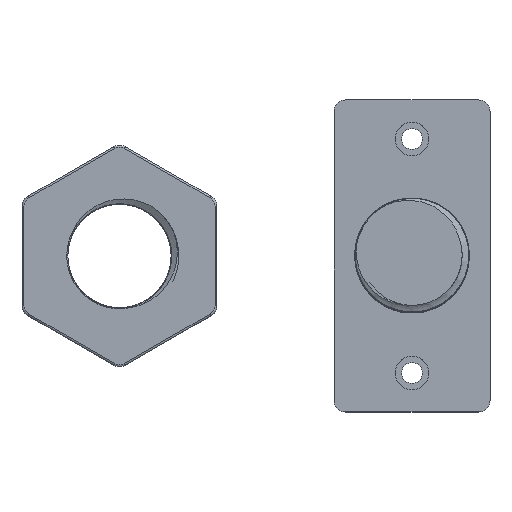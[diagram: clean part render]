
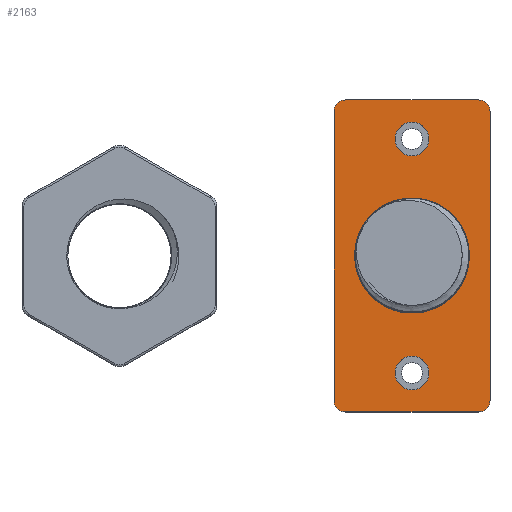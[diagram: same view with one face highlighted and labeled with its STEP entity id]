
A CAD part, top view. The second image highlights one B-rep face of the part: STEP entity #2163.
In plain terms, the highlighted planar face has unit normal (0, 0, 1).
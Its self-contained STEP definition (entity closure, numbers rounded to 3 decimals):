
#201=LINE('',#3058,#315);
#205=LINE('',#3070,#319);
#209=LINE('',#3082,#323);
#213=LINE('',#3094,#327);
#315=VECTOR('',#2538,10.);
#319=VECTOR('',#2550,10.);
#323=VECTOR('',#2562,10.);
#327=VECTOR('',#2574,10.);
#512=FACE_BOUND('',#666,.T.);
#513=FACE_BOUND('',#667,.T.);
#532=FACE_OUTER_BOUND('',#665,.T.);
#665=EDGE_LOOP('',(#1490,#1491,#1492,#1493,#1494,#1495,#1496,#1497));
#666=EDGE_LOOP('',(#1498));
#667=EDGE_LOOP('',(#1499));
#790=CIRCLE('',#2300,4.35);
#794=CIRCLE('',#2307,4.35);
#797=CIRCLE('',#2313,3.);
#799=CIRCLE('',#2317,3.);
#801=CIRCLE('',#2321,3.);
#803=CIRCLE('',#2325,3.);
#871=VERTEX_POINT('',#3031);
#875=VERTEX_POINT('',#3044);
#879=VERTEX_POINT('',#3055);
#880=VERTEX_POINT('',#3057);
#882=VERTEX_POINT('',#3063);
#884=VERTEX_POINT('',#3069);
#886=VERTEX_POINT('',#3075);
#888=VERTEX_POINT('',#3081);
#890=VERTEX_POINT('',#3087);
#892=VERTEX_POINT('',#3093);
#1094=EDGE_CURVE('',#871,#871,#790,.T.);
#1100=EDGE_CURVE('',#875,#875,#794,.T.);
#1106=EDGE_CURVE('',#880,#879,#201,.T.);
#1109=EDGE_CURVE('',#882,#880,#797,.T.);
#1112=EDGE_CURVE('',#884,#882,#205,.T.);
#1115=EDGE_CURVE('',#886,#884,#799,.T.);
#1118=EDGE_CURVE('',#888,#886,#209,.T.);
#1121=EDGE_CURVE('',#890,#888,#801,.T.);
#1124=EDGE_CURVE('',#892,#890,#213,.T.);
#1127=EDGE_CURVE('',#879,#892,#803,.T.);
#1490=ORIENTED_EDGE('',*,*,#1127,.T.);
#1491=ORIENTED_EDGE('',*,*,#1124,.T.);
#1492=ORIENTED_EDGE('',*,*,#1121,.T.);
#1493=ORIENTED_EDGE('',*,*,#1118,.T.);
#1494=ORIENTED_EDGE('',*,*,#1115,.T.);
#1495=ORIENTED_EDGE('',*,*,#1112,.T.);
#1496=ORIENTED_EDGE('',*,*,#1109,.T.);
#1497=ORIENTED_EDGE('',*,*,#1106,.T.);
#1498=ORIENTED_EDGE('',*,*,#1094,.T.);
#1499=ORIENTED_EDGE('',*,*,#1100,.T.);
#2136=PLANE('',#2326);
#2163=ADVANCED_FACE('',(#532,#512,#513),#2136,.T.);
#2300=AXIS2_PLACEMENT_3D('',#3032,#2510,#2511);
#2307=AXIS2_PLACEMENT_3D('',#3045,#2526,#2527);
#2313=AXIS2_PLACEMENT_3D('',#3064,#2544,#2545);
#2317=AXIS2_PLACEMENT_3D('',#3076,#2556,#2557);
#2321=AXIS2_PLACEMENT_3D('',#3088,#2568,#2569);
#2325=AXIS2_PLACEMENT_3D('',#3098,#2580,#2581);
#2326=AXIS2_PLACEMENT_3D('',#3099,#2582,#2583);
#2510=DIRECTION('center_axis',(0.,0.,-1.));
#2511=DIRECTION('ref_axis',(1.,0.,0.));
#2526=DIRECTION('center_axis',(0.,0.,-1.));
#2527=DIRECTION('ref_axis',(1.,0.,0.));
#2538=DIRECTION('',(-1.,0.,0.));
#2544=DIRECTION('center_axis',(0.,0.,1.));
#2545=DIRECTION('ref_axis',(1.,0.,0.));
#2550=DIRECTION('',(0.,1.,0.));
#2556=DIRECTION('center_axis',(0.,0.,1.));
#2557=DIRECTION('ref_axis',(0.,-1.,0.));
#2562=DIRECTION('',(1.,0.,0.));
#2568=DIRECTION('center_axis',(0.,0.,1.));
#2569=DIRECTION('ref_axis',(-1.,0.,0.));
#2574=DIRECTION('',(0.,-1.,0.));
#2580=DIRECTION('center_axis',(0.,0.,1.));
#2581=DIRECTION('ref_axis',(0.,1.,0.));
#2582=DIRECTION('center_axis',(0.,0.,1.));
#2583=DIRECTION('ref_axis',(1.,0.,0.));
#3031=CARTESIAN_POINT('',(-4.35,-30.,8.));
#3032=CARTESIAN_POINT('Origin',(0.,-30.,8.));
#3044=CARTESIAN_POINT('',(-4.35,30.,8.));
#3045=CARTESIAN_POINT('Origin',(0.,30.,8.));
#3055=CARTESIAN_POINT('',(-17.,40.,8.));
#3057=CARTESIAN_POINT('',(17.,40.,8.));
#3058=CARTESIAN_POINT('',(-17.,40.,8.));
#3063=CARTESIAN_POINT('',(20.,37.,8.));
#3064=CARTESIAN_POINT('Origin',(17.,37.,8.));
#3069=CARTESIAN_POINT('',(20.,-37.,8.));
#3070=CARTESIAN_POINT('',(20.,37.,8.));
#3075=CARTESIAN_POINT('',(17.,-40.,8.));
#3076=CARTESIAN_POINT('Origin',(17.,-37.,8.));
#3081=CARTESIAN_POINT('',(-17.,-40.,8.));
#3082=CARTESIAN_POINT('',(17.,-40.,8.));
#3087=CARTESIAN_POINT('',(-20.,-37.,8.));
#3088=CARTESIAN_POINT('Origin',(-17.,-37.,8.));
#3093=CARTESIAN_POINT('',(-20.,37.,8.));
#3094=CARTESIAN_POINT('',(-20.,-37.,8.));
#3098=CARTESIAN_POINT('Origin',(-17.,37.,8.));
#3099=CARTESIAN_POINT('Origin',(0.,0.,8.));
